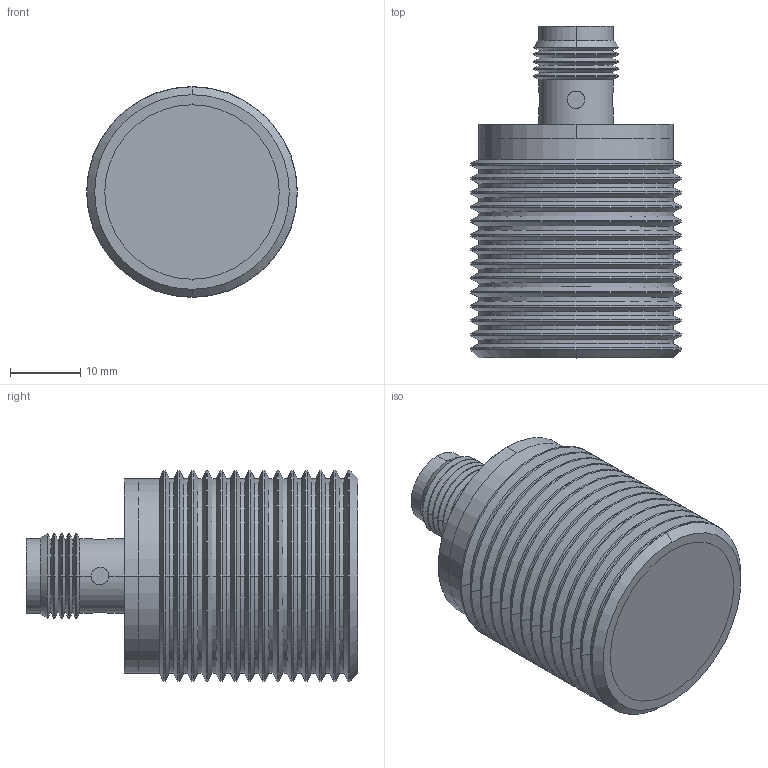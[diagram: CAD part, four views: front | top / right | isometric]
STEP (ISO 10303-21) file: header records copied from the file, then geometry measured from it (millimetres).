
FILE_DESCRIPTION(('STEP AP214'),'1');
FILE_NAME('cctmp_DC4C3E55-D5DC-40D5-B786-DB4B0945C974_2022_07_21_11_32_41_0686..stp','2022-07-21T09:32:41',('Pepperl+Fuchs GmbH'),('CADClick - www.CADClick.com'),'Spatial InterOp 3D',' ','unknown authorization');
FILE_SCHEMA(('AUTOMOTIVE_DESIGN'));
Length unit declared in the file: millimetre
Products named in the file (6): cc_unnamed; NBB15-30GM30-E2-V1_4; NBB15-30GM30-E2-V1_3; NBB15-30GM30-E2-V1_2; NBB15-30GM30-E2-V1_1; NBB15-30GM30-E2-V1
Assembly tree (5 placements, depth 2):
  cc_unnamed
    NBB15-30GM30-E2-V1_4
    NBB15-30GM30-E2-V1_3
    NBB15-30GM30-E2-V1_2
    NBB15-30GM30-E2-V1_1
    NBB15-30GM30-E2-V1
Bounding box: 30 x 47.21 x 30 mm (x, y, z)
Volume: 25797.1 mm3; surface area: 13585.5 mm2
Topology: 8 solids, 8 shells, 250 faces, 546 edges, 309 vertices
Faces by surface type: cylinder 111, cone 98, plane 33, sphere 6, revolution 2
Entity records: 9127 total; most frequent: CARTESIAN_POINT 1381, DIRECTION 1304, ORIENTED_EDGE 1064, AXIS2_PLACEMENT_3D 540, EDGE_CURVE 532, VERTEX_POINT 309, CIRCLE 286, EDGE_LOOP 271
